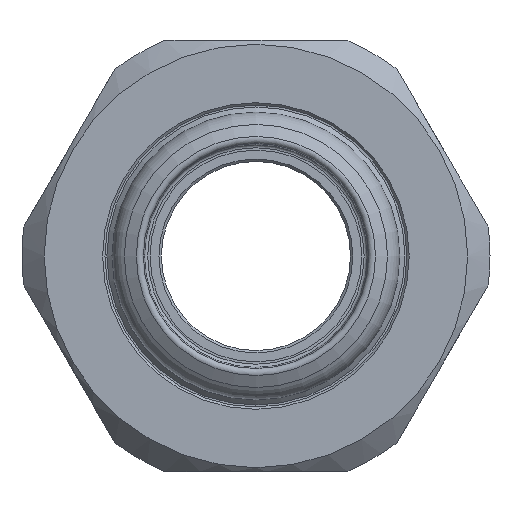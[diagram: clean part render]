
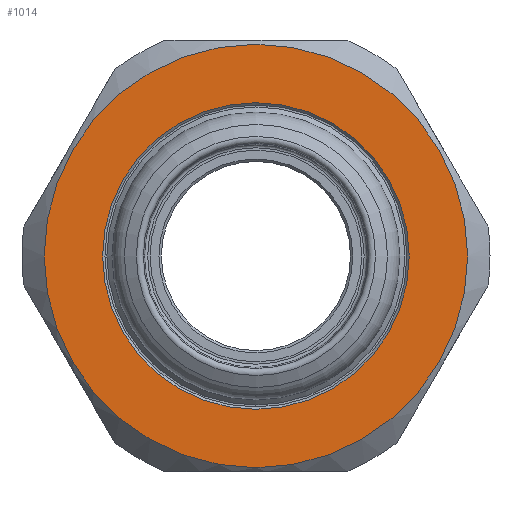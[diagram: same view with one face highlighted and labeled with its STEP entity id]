
A CAD part, left-side view. The second image highlights one B-rep face of the part: STEP entity #1014.
In plain terms, the highlighted planar face has unit normal (-1, 0, 0).
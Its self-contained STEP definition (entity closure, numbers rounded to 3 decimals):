
#38=FACE_BOUND('',#195,.T.);
#96=PLANE('',#1186);
#128=FACE_OUTER_BOUND('',#194,.T.);
#194=EDGE_LOOP('',(#776));
#195=EDGE_LOOP('',(#777));
#362=CIRCLE('',#1166,27.);
#372=CIRCLE('',#1185,19.55);
#458=VERTEX_POINT('',#1762);
#467=VERTEX_POINT('',#1797);
#566=EDGE_CURVE('',#458,#458,#362,.T.);
#580=EDGE_CURVE('',#467,#467,#372,.T.);
#776=ORIENTED_EDGE('',*,*,#566,.T.);
#777=ORIENTED_EDGE('',*,*,#580,.F.);
#1014=ADVANCED_FACE('',(#128,#38),#96,.T.);
#1166=AXIS2_PLACEMENT_3D('',#1764,#1364,#1365);
#1185=AXIS2_PLACEMENT_3D('',#1798,#1405,#1406);
#1186=AXIS2_PLACEMENT_3D('',#1800,#1408,#1409);
#1364=DIRECTION('center_axis',(-1.,0.,0.));
#1365=DIRECTION('ref_axis',(0.,1.,0.));
#1405=DIRECTION('center_axis',(-1.,0.,0.));
#1406=DIRECTION('ref_axis',(0.,0.,-1.));
#1408=DIRECTION('center_axis',(-1.,0.,0.));
#1409=DIRECTION('ref_axis',(0.,0.,1.));
#1762=CARTESIAN_POINT('',(-21.,-27.,0.));
#1764=CARTESIAN_POINT('Origin',(-21.,0.,0.));
#1797=CARTESIAN_POINT('',(-21.,0.,19.55));
#1798=CARTESIAN_POINT('Origin',(-21.,0.,0.));
#1800=CARTESIAN_POINT('Origin',(-21.,0.,0.));
